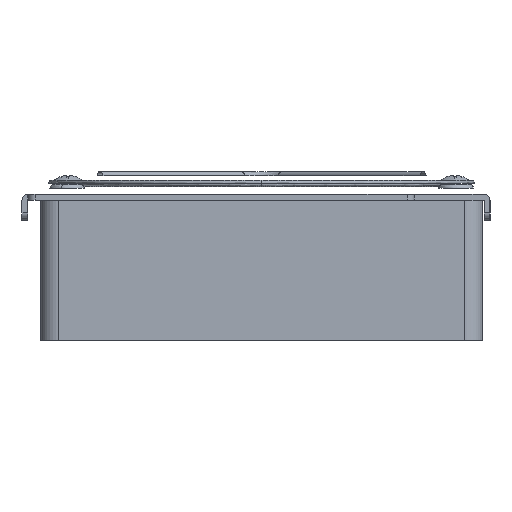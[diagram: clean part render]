
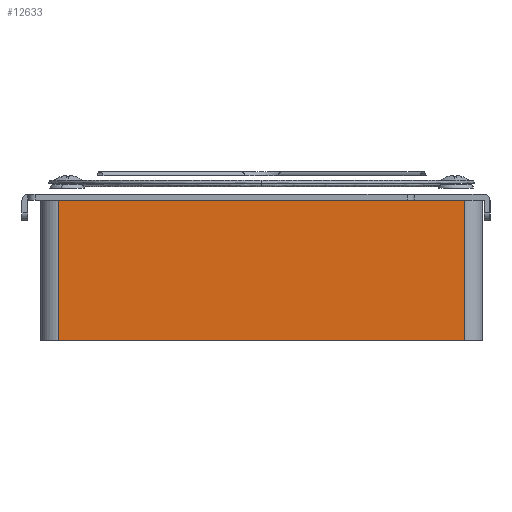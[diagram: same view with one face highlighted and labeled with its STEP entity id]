
A CAD part, left-side view. The second image highlights one B-rep face of the part: STEP entity #12633.
In plain terms, the highlighted planar face has unit normal (1, 0, 0).
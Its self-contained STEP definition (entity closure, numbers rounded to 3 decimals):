
#613 = EDGE_LOOP ( 'NONE', ( #5215, #15381, #14047, #14860 ) ) ;
#831 = VERTEX_POINT ( 'NONE', #14885 ) ;
#1037 = CARTESIAN_POINT ( 'NONE',  ( -126.5, 53.5, 0. ) ) ;
#3447 = LINE ( 'NONE', #4846, #13442 ) ;
#3507 = LINE ( 'NONE', #1037, #9592 ) ;
#4081 = CARTESIAN_POINT ( 'NONE',  ( -126.5, 53.5, 0. ) ) ;
#4846 = CARTESIAN_POINT ( 'NONE',  ( -126.5, -1.5, 0. ) ) ;
#5066 = VERTEX_POINT ( 'NONE', #4081 ) ;
#5215 = ORIENTED_EDGE ( 'NONE', *, *, #6265, .F. ) ;
#5995 = EDGE_CURVE ( 'NONE', #10468, #5066, #3507, .T. ) ;
#6217 = EDGE_CURVE ( 'NONE', #10468, #12152, #12356, .T. ) ;
#6265 = EDGE_CURVE ( 'NONE', #12152, #831, #7149, .T. ) ;
#7042 = EDGE_CURVE ( 'NONE', #831, #5066, #3447, .T. ) ;
#7149 = LINE ( 'NONE', #14318, #9847 ) ;
#7176 = VECTOR ( 'NONE', #10927, 1000. ) ;
#7874 = DIRECTION ( 'NONE',  ( 0., 0., 1. ) ) ;
#8329 = DIRECTION ( 'NONE',  ( 0., 1., 0. ) ) ;
#8713 = DIRECTION ( 'NONE',  ( -1., 0., 0. ) ) ;
#9098 = CARTESIAN_POINT ( 'NONE',  ( -126.5, -56.5, 0. ) ) ;
#9419 = CARTESIAN_POINT ( 'NONE',  ( -126.5, 53.5, -38. ) ) ;
#9592 = VECTOR ( 'NONE', #7874, 1000. ) ;
#9620 = AXIS2_PLACEMENT_3D ( 'NONE', #9098, #8713, #14764 ) ;
#9847 = VECTOR ( 'NONE', #14360, 1000. ) ;
#10121 = PLANE ( 'NONE',  #9620 ) ;
#10468 = VERTEX_POINT ( 'NONE', #9419 ) ;
#10532 = CARTESIAN_POINT ( 'NONE',  ( -126.5, -56.5, -38. ) ) ;
#10927 = DIRECTION ( 'NONE',  ( 0., -1., 0. ) ) ;
#10935 = CARTESIAN_POINT ( 'NONE',  ( -126.5, -56.5, -38. ) ) ;
#12152 = VERTEX_POINT ( 'NONE', #10935 ) ;
#12356 = LINE ( 'NONE', #10532, #7176 ) ;
#12633 = ADVANCED_FACE ( 'NONE', ( #13754 ), #10121, .F. ) ;
#13442 = VECTOR ( 'NONE', #8329, 1000. ) ;
#13754 = FACE_OUTER_BOUND ( 'NONE', #613, .T. ) ;
#14047 = ORIENTED_EDGE ( 'NONE', *, *, #5995, .T. ) ;
#14318 = CARTESIAN_POINT ( 'NONE',  ( -126.5, -56.5, 0. ) ) ;
#14360 = DIRECTION ( 'NONE',  ( 0., 0., 1. ) ) ;
#14764 = DIRECTION ( 'NONE',  ( 0., 0., 1. ) ) ;
#14860 = ORIENTED_EDGE ( 'NONE', *, *, #7042, .F. ) ;
#14885 = CARTESIAN_POINT ( 'NONE',  ( -126.5, -56.5, 0. ) ) ;
#15381 = ORIENTED_EDGE ( 'NONE', *, *, #6217, .F. ) ;
